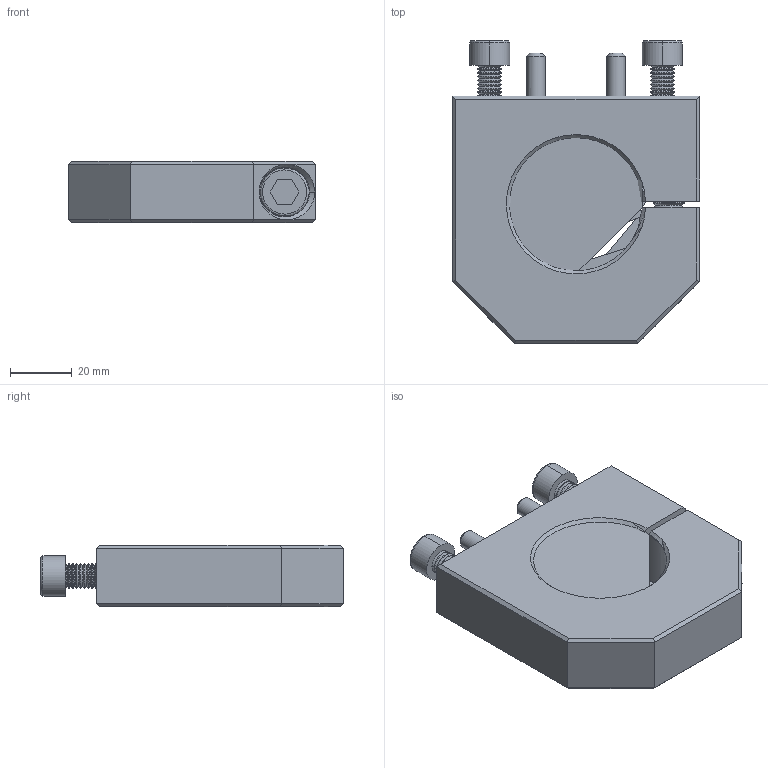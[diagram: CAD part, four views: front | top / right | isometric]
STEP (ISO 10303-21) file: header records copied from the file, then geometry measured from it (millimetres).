
FILE_DESCRIPTION(/* description */ (''),/* implementation_level */ '2;1');
FILE_NAME(/* name */ 'SPINDL~3',/* time_stamp */ '2013-02-24T09:44:24+01:00',/* author */ (''),/* organization */ (''),/* preprocessor_version */ 'ST-DEVELOPER v14',/* originating_system */ '',/* authorisation */ '');
FILE_SCHEMA (('CONFIG_CONTROL_DESIGN'));
Length unit declared in the file: millimetre
Products named in the file (1): Document
Bounding box: 80 x 98 x 20 mm (x, y, z)
Volume: 88474.1 mm3; surface area: 26065 mm2
Topology: 6 solids, 6 shells, 548 faces, 1116 edges, 590 vertices
Faces by surface type: bspline 481, plane 67
Entity records: 46882 total; most frequent: CARTESIAN_POINT 32755, B_SPLINE_CURVE_WITH_KNOTS 2614, ORIENTED_EDGE 2232, PCURVE 2232, DEFINITIONAL_REPRESENTATION 2232, SURFACE_CURVE 1116, EDGE_CURVE 1116, VERTEX_POINT 590
